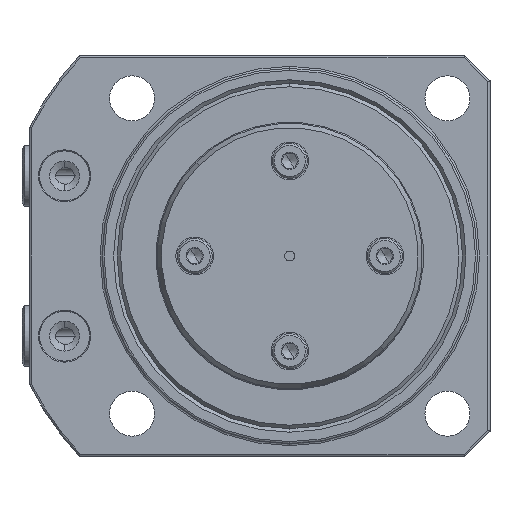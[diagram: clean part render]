
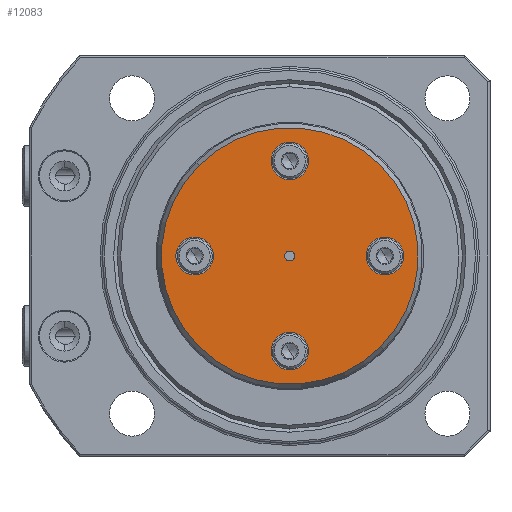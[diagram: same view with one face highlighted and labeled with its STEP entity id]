
A CAD part, front view. The second image highlights one B-rep face of the part: STEP entity #12083.
In plain terms, the highlighted planar face has unit normal (0, -1, 0).
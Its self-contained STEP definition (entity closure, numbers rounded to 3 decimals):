
#819 = EDGE_CURVE ( 'NONE', #4307, #4324, #10909, .T. ) ;
#860 = EDGE_CURVE ( 'NONE', #4201, #4347, #10892, .T. ) ;
#861 = EDGE_CURVE ( 'NONE', #4215, #4214, #10891, .T. ) ;
#862 = EDGE_CURVE ( 'NONE', #4263, #4269, #10890, .T. ) ;
#863 = EDGE_CURVE ( 'NONE', #4221, #4218, #10889, .T. ) ;
#864 = EDGE_CURVE ( 'NONE', #4316, #4246, #10888, .T. ) ;
#865 = EDGE_CURVE ( 'NONE', #4324, #4307, #10887, .T. ) ;
#1200 = CARTESIAN_POINT ( 'NONE',  ( 0., 0., 0. ) ) ;
#1207 = DIRECTION ( 'NONE',  ( 0., 1., 0. ) ) ;
#1208 = DIRECTION ( 'NONE',  ( 0., 0., 1. ) ) ;
#1376 = CARTESIAN_POINT ( 'NONE',  ( 0., 0., 0. ) ) ;
#1377 = DIRECTION ( 'NONE',  ( 0., -1., 0. ) ) ;
#1378 = DIRECTION ( 'NONE',  ( 0., 0., -1. ) ) ;
#1379 = CARTESIAN_POINT ( 'NONE',  ( 13.435, 0., -13.435 ) ) ;
#1380 = DIRECTION ( 'NONE',  ( 0., -1., 0. ) ) ;
#1381 = DIRECTION ( 'NONE',  ( 0., 0., -1. ) ) ;
#1382 = CARTESIAN_POINT ( 'NONE',  ( 13.435, 0., 13.435 ) ) ;
#1383 = DIRECTION ( 'NONE',  ( 0., -1., 0. ) ) ;
#1384 = DIRECTION ( 'NONE',  ( 0., 0., -1. ) ) ;
#1385 = CARTESIAN_POINT ( 'NONE',  ( -13.435, 0., 13.435 ) ) ;
#1386 = DIRECTION ( 'NONE',  ( 0., -1., 0. ) ) ;
#1387 = DIRECTION ( 'NONE',  ( 0., 0., -1. ) ) ;
#1388 = CARTESIAN_POINT ( 'NONE',  ( -13.435, 0., -13.435 ) ) ;
#1389 = DIRECTION ( 'NONE',  ( 0., -1., 0. ) ) ;
#1390 = DIRECTION ( 'NONE',  ( 0., 0., -1. ) ) ;
#1391 = CARTESIAN_POINT ( 'NONE',  ( 0., 0., 0. ) ) ;
#1392 = DIRECTION ( 'NONE',  ( 0., 1., 0. ) ) ;
#1393 = DIRECTION ( 'NONE',  ( 0., 0., 1. ) ) ;
#1729 = AXIS2_PLACEMENT_3D ( 'NONE', #8354, #8358, #8359 ) ;
#1742 = AXIS2_PLACEMENT_3D ( 'NONE', #8336, #8343, #8344 ) ;
#1745 = AXIS2_PLACEMENT_3D ( 'NONE', #8312, #8313, #8314 ) ;
#1756 = AXIS2_PLACEMENT_3D ( 'NONE', #8261, #8268, #8269 ) ;
#1782 = AXIS2_PLACEMENT_3D ( 'NONE', #8201, #8202, #8203 ) ;
#2051 = CIRCLE ( 'NONE', #1729, 3.75 ) ;
#2054 = CIRCLE ( 'NONE', #1742, 3.75 ) ;
#2060 = CIRCLE ( 'NONE', #1745, 3.75 ) ;
#2071 = CIRCLE ( 'NONE', #1756, 3.75 ) ;
#2080 = CIRCLE ( 'NONE', #1782, 1. ) ;
#3600 = PLANE ( 'NONE',  #13241 ) ;
#3601 = CARTESIAN_POINT ( 'NONE',  ( -25.634, 0., 0. ) ) ;
#3602 = DIRECTION ( 'NONE',  ( 0., -1., 0. ) ) ;
#3603 = DIRECTION ( 'NONE',  ( 0., 0., -1. ) ) ;
#4201 = VERTEX_POINT ( 'NONE', #6463 ) ;
#4214 = VERTEX_POINT ( 'NONE', #6476 ) ;
#4215 = VERTEX_POINT ( 'NONE', #6477 ) ;
#4218 = VERTEX_POINT ( 'NONE', #6480 ) ;
#4221 = VERTEX_POINT ( 'NONE', #6483 ) ;
#4246 = VERTEX_POINT ( 'NONE', #6508 ) ;
#4263 = VERTEX_POINT ( 'NONE', #6525 ) ;
#4269 = VERTEX_POINT ( 'NONE', #6531 ) ;
#4307 = VERTEX_POINT ( 'NONE', #6569 ) ;
#4316 = VERTEX_POINT ( 'NONE', #6578 ) ;
#4324 = VERTEX_POINT ( 'NONE', #6586 ) ;
#4347 = VERTEX_POINT ( 'NONE', #6609 ) ;
#5146 = EDGE_LOOP ( 'NONE', ( #10759, #10753 ) ) ;
#5148 = EDGE_LOOP ( 'NONE', ( #10757, #10755 ) ) ;
#5423 = AXIS2_PLACEMENT_3D ( 'NONE', #1391, #1392, #1393 ) ;
#5424 = AXIS2_PLACEMENT_3D ( 'NONE', #1388, #1389, #1390 ) ;
#5425 = AXIS2_PLACEMENT_3D ( 'NONE', #1385, #1386, #1387 ) ;
#5426 = AXIS2_PLACEMENT_3D ( 'NONE', #1382, #1383, #1384 ) ;
#5427 = AXIS2_PLACEMENT_3D ( 'NONE', #1379, #1380, #1381 ) ;
#5429 = AXIS2_PLACEMENT_3D ( 'NONE', #1376, #1377, #1378 ) ;
#5470 = AXIS2_PLACEMENT_3D ( 'NONE', #1200, #1207, #1208 ) ;
#6463 = CARTESIAN_POINT ( 'NONE',  ( 0., 0., -1. ) ) ;
#6476 = CARTESIAN_POINT ( 'NONE',  ( 13.435, 0., -9.685 ) ) ;
#6477 = CARTESIAN_POINT ( 'NONE',  ( 13.435, 0., -17.185 ) ) ;
#6480 = CARTESIAN_POINT ( 'NONE',  ( -13.435, 0., 17.185 ) ) ;
#6483 = CARTESIAN_POINT ( 'NONE',  ( -13.435, 0., 9.685 ) ) ;
#6508 = CARTESIAN_POINT ( 'NONE',  ( -13.435, 0., -9.685 ) ) ;
#6525 = CARTESIAN_POINT ( 'NONE',  ( 13.435, 0., 9.685 ) ) ;
#6531 = CARTESIAN_POINT ( 'NONE',  ( 13.435, 0., 17.185 ) ) ;
#6569 = CARTESIAN_POINT ( 'NONE',  ( 0., 0., 25.634 ) ) ;
#6578 = CARTESIAN_POINT ( 'NONE',  ( -13.435, 0., -17.185 ) ) ;
#6586 = CARTESIAN_POINT ( 'NONE',  ( 0., 0., -25.634 ) ) ;
#6609 = CARTESIAN_POINT ( 'NONE',  ( 0., 0., 1. ) ) ;
#8201 = CARTESIAN_POINT ( 'NONE',  ( 0., 0., 0. ) ) ;
#8202 = DIRECTION ( 'NONE',  ( 0., -1., 0. ) ) ;
#8203 = DIRECTION ( 'NONE',  ( 0., 0., -1. ) ) ;
#8261 = CARTESIAN_POINT ( 'NONE',  ( 13.435, 0., 13.435 ) ) ;
#8268 = DIRECTION ( 'NONE',  ( 0., -1., 0. ) ) ;
#8269 = DIRECTION ( 'NONE',  ( 0., 0., -1. ) ) ;
#8312 = CARTESIAN_POINT ( 'NONE',  ( 13.435, 0., -13.435 ) ) ;
#8313 = DIRECTION ( 'NONE',  ( 0., -1., 0. ) ) ;
#8314 = DIRECTION ( 'NONE',  ( 0., 0., -1. ) ) ;
#8336 = CARTESIAN_POINT ( 'NONE',  ( -13.435, 0., -13.435 ) ) ;
#8343 = DIRECTION ( 'NONE',  ( 0., -1., 0. ) ) ;
#8344 = DIRECTION ( 'NONE',  ( 0., 0., -1. ) ) ;
#8354 = CARTESIAN_POINT ( 'NONE',  ( -13.435, 0., 13.435 ) ) ;
#8358 = DIRECTION ( 'NONE',  ( 0., -1., 0. ) ) ;
#8359 = DIRECTION ( 'NONE',  ( 0., 0., -1. ) ) ;
#10683 = EDGE_LOOP ( 'NONE', ( #10752, #10747 ) ) ;
#10685 = EDGE_LOOP ( 'NONE', ( #10754, #10749 ) ) ;
#10686 = EDGE_LOOP ( 'NONE', ( #10750, #10746 ) ) ;
#10687 = EDGE_LOOP ( 'NONE', ( #10756, #10751 ) ) ;
#10746 = ORIENTED_EDGE ( 'NONE', *, *, #865, .F. ) ;
#10747 = ORIENTED_EDGE ( 'NONE', *, *, #12296, .F. ) ;
#10749 = ORIENTED_EDGE ( 'NONE', *, *, #12301, .F. ) ;
#10750 = ORIENTED_EDGE ( 'NONE', *, *, #819, .F. ) ;
#10751 = ORIENTED_EDGE ( 'NONE', *, *, #12271, .F. ) ;
#10752 = ORIENTED_EDGE ( 'NONE', *, *, #864, .F. ) ;
#10753 = ORIENTED_EDGE ( 'NONE', *, *, #12286, .F. ) ;
#10754 = ORIENTED_EDGE ( 'NONE', *, *, #863, .F. ) ;
#10755 = ORIENTED_EDGE ( 'NONE', *, *, #12254, .F. ) ;
#10756 = ORIENTED_EDGE ( 'NONE', *, *, #862, .F. ) ;
#10757 = ORIENTED_EDGE ( 'NONE', *, *, #860, .F. ) ;
#10759 = ORIENTED_EDGE ( 'NONE', *, *, #861, .F. ) ;
#10887 = CIRCLE ( 'NONE', #5423, 25.634 ) ;
#10888 = CIRCLE ( 'NONE', #5424, 3.75 ) ;
#10889 = CIRCLE ( 'NONE', #5425, 3.75 ) ;
#10890 = CIRCLE ( 'NONE', #5426, 3.75 ) ;
#10891 = CIRCLE ( 'NONE', #5427, 3.75 ) ;
#10892 = CIRCLE ( 'NONE', #5429, 1. ) ;
#10909 = CIRCLE ( 'NONE', #5470, 25.634 ) ;
#12083 = ADVANCED_FACE ( 'NONE', ( #13247, #13242, #13240, #13238, #13236, #13235 ), #3600, .T. ) ;
#12254 = EDGE_CURVE ( 'NONE', #4347, #4201, #2080, .T. ) ;
#12271 = EDGE_CURVE ( 'NONE', #4269, #4263, #2071, .T. ) ;
#12286 = EDGE_CURVE ( 'NONE', #4214, #4215, #2060, .T. ) ;
#12296 = EDGE_CURVE ( 'NONE', #4246, #4316, #2054, .T. ) ;
#12301 = EDGE_CURVE ( 'NONE', #4218, #4221, #2051, .T. ) ;
#13235 = FACE_OUTER_BOUND ( 'NONE', #10686, .T. ) ;
#13236 = FACE_BOUND ( 'NONE', #10683, .T. ) ;
#13238 = FACE_BOUND ( 'NONE', #10685, .T. ) ;
#13240 = FACE_BOUND ( 'NONE', #10687, .T. ) ;
#13241 = AXIS2_PLACEMENT_3D ( 'NONE', #3601, #3602, #3603 ) ;
#13242 = FACE_BOUND ( 'NONE', #5146, .T. ) ;
#13247 = FACE_BOUND ( 'NONE', #5148, .T. ) ;
